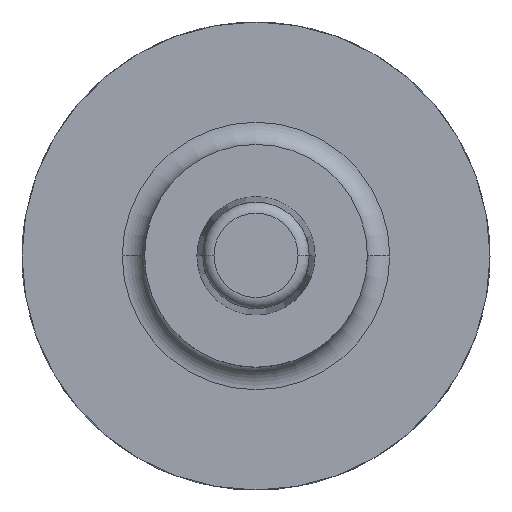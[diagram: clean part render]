
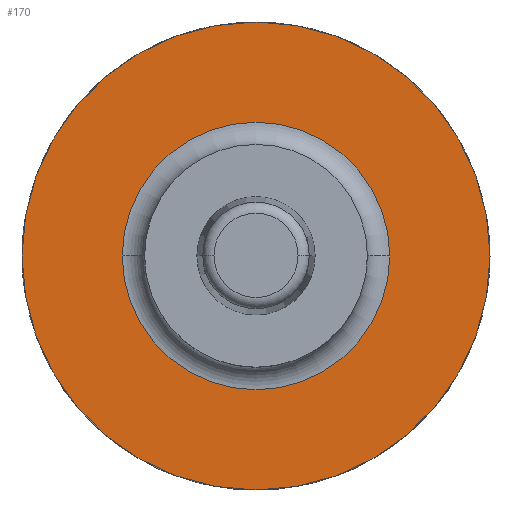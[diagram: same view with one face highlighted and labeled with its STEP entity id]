
A CAD part, top view. The second image highlights one B-rep face of the part: STEP entity #170.
In plain terms, the highlighted planar face has unit normal (0, 0, 1).
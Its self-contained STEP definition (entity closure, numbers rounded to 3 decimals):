
#73 = ORIENTED_EDGE ( 'NONE', *, *, #953, .F. ) ;
#90 = AXIS2_PLACEMENT_3D ( 'NONE', #91, #876, #1377 ) ;
#91 = CARTESIAN_POINT ( 'NONE',  ( 0., 0., 27. ) ) ;
#111 = CARTESIAN_POINT ( 'NONE',  ( -31.5, 0., 27. ) ) ;
#134 = VERTEX_POINT ( 'NONE', #111 ) ;
#141 = VERTEX_POINT ( 'NONE', #1156 ) ;
#170 = ADVANCED_FACE ( 'NONE', ( #1618, #1161 ), #620, .F. ) ;
#194 = DIRECTION ( 'NONE',  ( -1., 0., 0. ) ) ;
#202 = CIRCLE ( 'NONE', #354, 31.5 ) ;
#220 = DIRECTION ( 'NONE',  ( -1., 0., 0. ) ) ;
#304 = CIRCLE ( 'NONE', #1255, 31.5 ) ;
#352 = CARTESIAN_POINT ( 'NONE',  ( 0., 0., 27. ) ) ;
#354 = AXIS2_PLACEMENT_3D ( 'NONE', #540, #779, #220 ) ;
#470 = CIRCLE ( 'NONE', #1588, 18. ) ;
#479 = DIRECTION ( 'NONE',  ( 0., 0., -1. ) ) ;
#540 = CARTESIAN_POINT ( 'NONE',  ( 0., 0., 27. ) ) ;
#593 = EDGE_LOOP ( 'NONE', ( #1448, #858 ) ) ;
#620 = PLANE ( 'NONE',  #1550 ) ;
#635 = DIRECTION ( 'NONE',  ( 0., 0., -1. ) ) ;
#652 = CARTESIAN_POINT ( 'NONE',  ( 18., 0., 27. ) ) ;
#709 = DIRECTION ( 'NONE',  ( 0., 0., -1. ) ) ;
#739 = DIRECTION ( 'NONE',  ( -1., 0., 0. ) ) ;
#748 = VERTEX_POINT ( 'NONE', #1314 ) ;
#779 = DIRECTION ( 'NONE',  ( 0., 0., -1. ) ) ;
#849 = EDGE_CURVE ( 'NONE', #134, #141, #304, .T. ) ;
#858 = ORIENTED_EDGE ( 'NONE', *, *, #1525, .T. ) ;
#862 = CARTESIAN_POINT ( 'NONE',  ( 0., 0., 27. ) ) ;
#869 = CARTESIAN_POINT ( 'NONE',  ( 0., 0., 27. ) ) ;
#876 = DIRECTION ( 'NONE',  ( 0., 0., -1. ) ) ;
#953 = EDGE_CURVE ( 'NONE', #141, #134, #202, .T. ) ;
#1156 = CARTESIAN_POINT ( 'NONE',  ( 31.5, 0., 27. ) ) ;
#1161 = FACE_OUTER_BOUND ( 'NONE', #1453, .T. ) ;
#1255 = AXIS2_PLACEMENT_3D ( 'NONE', #869, #479, #739 ) ;
#1314 = CARTESIAN_POINT ( 'NONE',  ( -18., 0., 27. ) ) ;
#1377 = DIRECTION ( 'NONE',  ( -1., 0., 0. ) ) ;
#1392 = DIRECTION ( 'NONE',  ( -1., 0., 0. ) ) ;
#1439 = CIRCLE ( 'NONE', #90, 18. ) ;
#1446 = EDGE_CURVE ( 'NONE', #748, #1682, #470, .T. ) ;
#1448 = ORIENTED_EDGE ( 'NONE', *, *, #1446, .T. ) ;
#1453 = EDGE_LOOP ( 'NONE', ( #1680, #73 ) ) ;
#1525 = EDGE_CURVE ( 'NONE', #1682, #748, #1439, .T. ) ;
#1550 = AXIS2_PLACEMENT_3D ( 'NONE', #352, #635, #1392 ) ;
#1588 = AXIS2_PLACEMENT_3D ( 'NONE', #862, #709, #194 ) ;
#1618 = FACE_BOUND ( 'NONE', #593, .T. ) ;
#1680 = ORIENTED_EDGE ( 'NONE', *, *, #849, .F. ) ;
#1682 = VERTEX_POINT ( 'NONE', #652 ) ;
